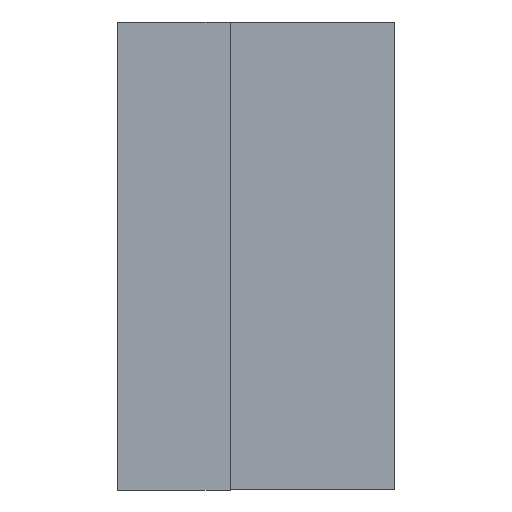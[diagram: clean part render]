
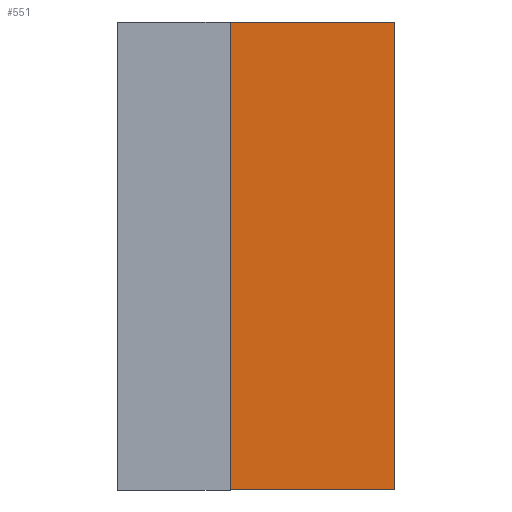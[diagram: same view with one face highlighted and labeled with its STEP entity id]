
A CAD part, front view. The second image highlights one B-rep face of the part: STEP entity #551.
In plain terms, the highlighted planar face has unit normal (0, -1, 0).
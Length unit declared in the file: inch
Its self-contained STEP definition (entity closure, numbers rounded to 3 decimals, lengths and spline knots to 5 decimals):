
#13 = CARTESIAN_POINT ( 'NONE',  ( 0.36926, -0.15, -0.3125 ) ) ;
#14 = CARTESIAN_POINT ( 'NONE',  ( 0.15, -0.15, -0.3125 ) ) ;
#26 = CARTESIAN_POINT ( 'NONE',  ( 0.36926, -0.15, 0.3125 ) ) ;
#83 = CARTESIAN_POINT ( 'NONE',  ( 0.15, -0.15, 0.3125 ) ) ;
#165 = CARTESIAN_POINT ( 'NONE',  ( 0.15, -0.15, 0.3125 ) ) ;
#176 = DIRECTION ( 'NONE',  ( 0., 0., -1. ) ) ;
#191 = LINE ( 'NONE', #854, #493 ) ;
#195 = ORIENTED_EDGE ( 'NONE', *, *, #821, .F. ) ;
#206 = LINE ( 'NONE', #845, #207 ) ;
#207 = VECTOR ( 'NONE', #850, 39.37008 ) ;
#227 = VECTOR ( 'NONE', #680, 39.37008 ) ;
#256 = LINE ( 'NONE', #165, #540 ) ;
#273 = LINE ( 'NONE', #679, #227 ) ;
#328 = ORIENTED_EDGE ( 'NONE', *, *, #780, .F. ) ;
#344 = FACE_OUTER_BOUND ( 'NONE', #508, .T. ) ;
#396 = ORIENTED_EDGE ( 'NONE', *, *, #739, .T. ) ;
#405 = ORIENTED_EDGE ( 'NONE', *, *, #775, .T. ) ;
#493 = VECTOR ( 'NONE', #841, 39.37008 ) ;
#508 = EDGE_LOOP ( 'NONE', ( #405, #195, #328, #396 ) ) ;
#540 = VECTOR ( 'NONE', #176, 39.37008 ) ;
#551 = ADVANCED_FACE ( 'NONE', ( #344 ), #655, .F. ) ;
#611 = VERTEX_POINT ( 'NONE', #14 ) ;
#612 = VERTEX_POINT ( 'NONE', #83 ) ;
#613 = VERTEX_POINT ( 'NONE', #13 ) ;
#614 = VERTEX_POINT ( 'NONE', #26 ) ;
#649 = DIRECTION ( 'NONE',  ( -1., 0., 0. ) ) ;
#655 = PLANE ( 'NONE',  #822 ) ;
#657 = DIRECTION ( 'NONE',  ( 0., 1., 0. ) ) ;
#660 = CARTESIAN_POINT ( 'NONE',  ( 0.15, -0.15, 0.3125 ) ) ;
#679 = CARTESIAN_POINT ( 'NONE',  ( 0.36926, -0.15, 0.3125 ) ) ;
#680 = DIRECTION ( 'NONE',  ( 0., 0., -1. ) ) ;
#739 = EDGE_CURVE ( 'NONE', #612, #611, #256, .T. ) ;
#775 = EDGE_CURVE ( 'NONE', #611, #613, #206, .T. ) ;
#780 = EDGE_CURVE ( 'NONE', #612, #614, #191, .T. ) ;
#821 = EDGE_CURVE ( 'NONE', #614, #613, #273, .T. ) ;
#822 = AXIS2_PLACEMENT_3D ( 'NONE', #660, #657, #649 ) ;
#841 = DIRECTION ( 'NONE',  ( 1., 0., 0. ) ) ;
#845 = CARTESIAN_POINT ( 'NONE',  ( 0.15, -0.15, -0.3125 ) ) ;
#850 = DIRECTION ( 'NONE',  ( 1., 0., 0. ) ) ;
#854 = CARTESIAN_POINT ( 'NONE',  ( 0.15, -0.15, 0.3125 ) ) ;
